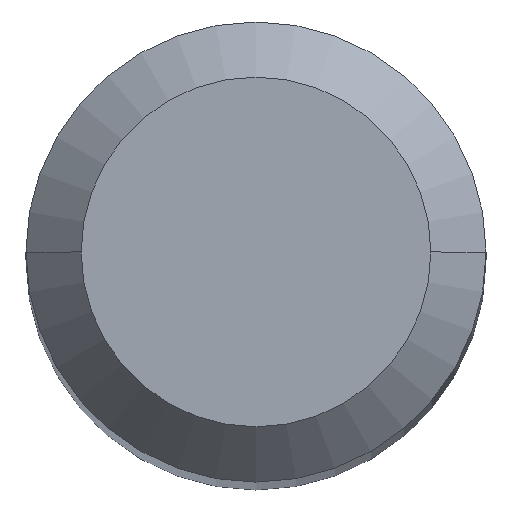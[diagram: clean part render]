
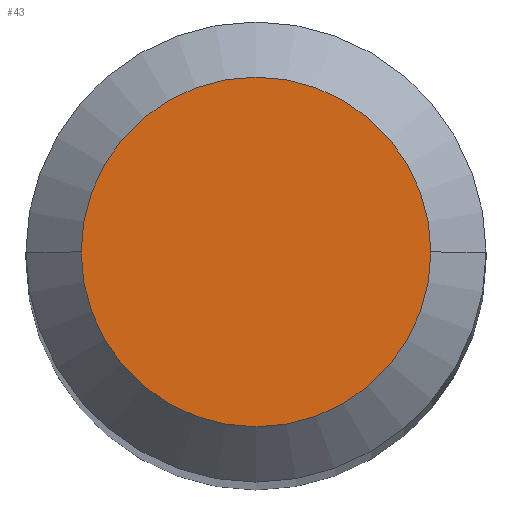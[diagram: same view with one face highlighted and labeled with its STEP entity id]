
A CAD part, top view. The second image highlights one B-rep face of the part: STEP entity #43.
In plain terms, the highlighted planar face has unit normal (0, 0, 1).
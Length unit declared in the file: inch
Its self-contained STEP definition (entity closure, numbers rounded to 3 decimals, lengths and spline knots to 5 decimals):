
#5 = AXIS2_PLACEMENT_3D ( 'NONE', #265, #38, #431 ) ;
#38 = DIRECTION ( 'NONE',  ( 0., 0., 1. ) ) ;
#43 = ADVANCED_FACE ( 'NONE', ( #249 ), #557, .F. ) ;
#58 = EDGE_CURVE ( 'NONE', #238, #277, #429, .T. ) ;
#156 = CARTESIAN_POINT ( 'NONE',  ( 0., 0.0475, 0. ) ) ;
#166 = CARTESIAN_POINT ( 'NONE',  ( 0.0475, 0., 0. ) ) ;
#193 = EDGE_LOOP ( 'NONE', ( #536, #353 ) ) ;
#200 = DIRECTION ( 'NONE',  ( 0., 0., -1. ) ) ;
#206 = CARTESIAN_POINT ( 'NONE',  ( 0., 0., 0. ) ) ;
#238 = VERTEX_POINT ( 'NONE', #426 ) ;
#249 = FACE_OUTER_BOUND ( 'NONE', #193, .T. ) ;
#253 = AXIS2_PLACEMENT_3D ( 'NONE', #206, #325, #387 ) ;
#265 = CARTESIAN_POINT ( 'NONE',  ( 0., 0., 0. ) ) ;
#275 = CIRCLE ( 'NONE', #5, 0.0475 ) ;
#277 = VERTEX_POINT ( 'NONE', #166 ) ;
#325 = DIRECTION ( 'NONE',  ( 0., 0., 1. ) ) ;
#353 = ORIENTED_EDGE ( 'NONE', *, *, #494, .T. ) ;
#387 = DIRECTION ( 'NONE',  ( 1., 0., 0. ) ) ;
#426 = CARTESIAN_POINT ( 'NONE',  ( -0.0475, 0., 0. ) ) ;
#429 = CIRCLE ( 'NONE', #253, 0.0475 ) ;
#431 = DIRECTION ( 'NONE',  ( 1., 0., 0. ) ) ;
#461 = DIRECTION ( 'NONE',  ( -1., 0., 0. ) ) ;
#494 = EDGE_CURVE ( 'NONE', #277, #238, #275, .T. ) ;
#536 = ORIENTED_EDGE ( 'NONE', *, *, #58, .T. ) ;
#547 = AXIS2_PLACEMENT_3D ( 'NONE', #156, #200, #461 ) ;
#557 = PLANE ( 'NONE',  #547 ) ;
